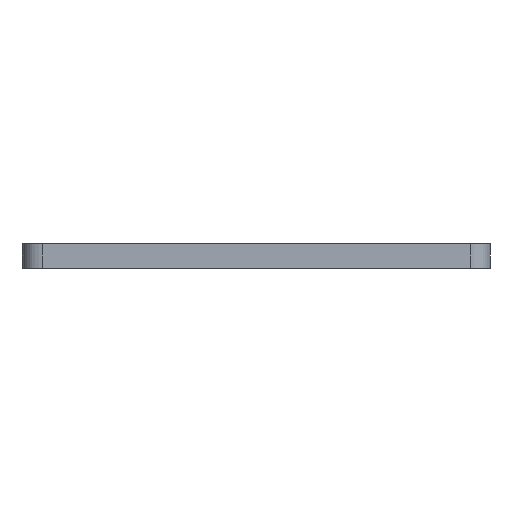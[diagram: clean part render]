
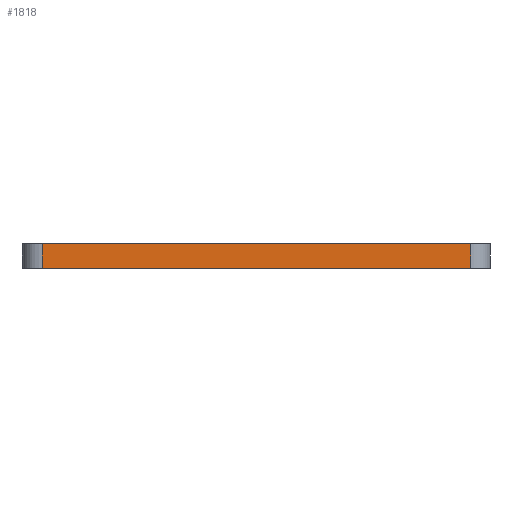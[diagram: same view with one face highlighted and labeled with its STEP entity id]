
A CAD part, front view. The second image highlights one B-rep face of the part: STEP entity #1818.
In plain terms, the highlighted planar face has unit normal (0, -1, 0).
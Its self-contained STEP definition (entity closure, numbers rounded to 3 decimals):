
#163 = VERTEX_POINT('',#164);
#164 = CARTESIAN_POINT('',(115.57,-131.064,0.));
#171 = EDGE_CURVE('',#172,#163,#174,.T.);
#172 = VERTEX_POINT('',#173);
#173 = CARTESIAN_POINT('',(143.51,-131.064,0.));
#174 = LINE('',#175,#176);
#175 = CARTESIAN_POINT('',(143.51,-131.064,0.));
#176 = VECTOR('',#177,1.);
#177 = DIRECTION('',(-1.,0.,0.));
#960 = VERTEX_POINT('',#961);
#961 = CARTESIAN_POINT('',(115.57,-131.064,1.6));
#968 = EDGE_CURVE('',#969,#960,#971,.T.);
#969 = VERTEX_POINT('',#970);
#970 = CARTESIAN_POINT('',(143.51,-131.064,1.6));
#971 = LINE('',#972,#973);
#972 = CARTESIAN_POINT('',(143.51,-131.064,1.6));
#973 = VECTOR('',#974,1.);
#974 = DIRECTION('',(-1.,0.,0.));
#1790 = EDGE_CURVE('',#172,#969,#1791,.T.);
#1791 = LINE('',#1792,#1793);
#1792 = CARTESIAN_POINT('',(143.51,-131.064,0.));
#1793 = VECTOR('',#1794,1.);
#1794 = DIRECTION('',(0.,0.,1.));
#1805 = EDGE_CURVE('',#163,#960,#1806,.T.);
#1806 = LINE('',#1807,#1808);
#1807 = CARTESIAN_POINT('',(115.57,-131.064,0.));
#1808 = VECTOR('',#1809,1.);
#1809 = DIRECTION('',(0.,0.,1.));
#1818 = ADVANCED_FACE('',(#1819),#1825,.T.);
#1819 = FACE_BOUND('',#1820,.T.);
#1820 = EDGE_LOOP('',(#1821,#1822,#1823,#1824));
#1821 = ORIENTED_EDGE('',*,*,#1790,.T.);
#1822 = ORIENTED_EDGE('',*,*,#968,.T.);
#1823 = ORIENTED_EDGE('',*,*,#1805,.F.);
#1824 = ORIENTED_EDGE('',*,*,#171,.F.);
#1825 = PLANE('',#1826);
#1826 = AXIS2_PLACEMENT_3D('',#1827,#1828,#1829);
#1827 = CARTESIAN_POINT('',(143.51,-131.064,0.));
#1828 = DIRECTION('',(0.,-1.,0.));
#1829 = DIRECTION('',(-1.,0.,0.));
